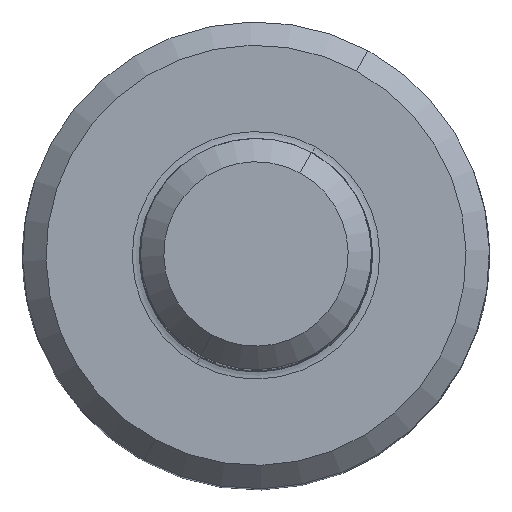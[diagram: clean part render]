
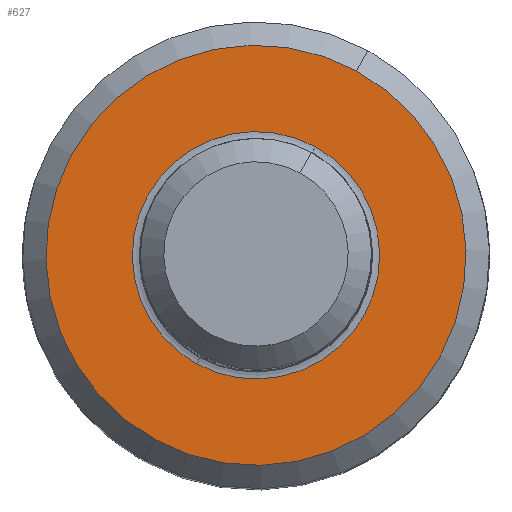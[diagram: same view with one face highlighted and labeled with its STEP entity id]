
A CAD part, top view. The second image highlights one B-rep face of the part: STEP entity #627.
In plain terms, the highlighted planar face has unit normal (0, 0, 1).
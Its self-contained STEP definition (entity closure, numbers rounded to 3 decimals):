
#313=CARTESIAN_POINT('Vertex',(4.315,7.898,0.)) ;
#316=CARTESIAN_POINT('Axis2P3D Location',(0.,0.,0.)) ;
#320=CARTESIAN_POINT('Vertex',(-4.315,-7.898,0.)) ;
#340=CARTESIAN_POINT('Axis2P3D Location',(0.,0.,0.)) ;
#357=CARTESIAN_POINT('Axis2P3D Location',(0.,0.,0.)) ;
#361=CARTESIAN_POINT('Vertex',(2.541,4.651,0.)) ;
#363=CARTESIAN_POINT('Vertex',(-2.541,-4.651,0.)) ;
#392=CARTESIAN_POINT('Axis2P3D Location',(0.,0.,0.)) ;
#614=CARTESIAN_POINT('Axis2P3D Location',(0.,9.,0.)) ;
#317=DIRECTION('Axis2P3D Direction',(0.,0.,-1.)) ;
#341=DIRECTION('Axis2P3D Direction',(0.,0.,-1.)) ;
#358=DIRECTION('Axis2P3D Direction',(0.,0.,-1.)) ;
#393=DIRECTION('Axis2P3D Direction',(0.,0.,-1.)) ;
#615=DIRECTION('Axis2P3D Direction',(0.,0.,-1.)) ;
#616=DIRECTION('Axis2P3D XDirection',(1.,0.,0.)) ;
#318=AXIS2_PLACEMENT_3D('Circle Axis2P3D',#316,#317,$) ;
#342=AXIS2_PLACEMENT_3D('Circle Axis2P3D',#340,#341,$) ;
#359=AXIS2_PLACEMENT_3D('Circle Axis2P3D',#357,#358,$) ;
#394=AXIS2_PLACEMENT_3D('Circle Axis2P3D',#392,#393,$) ;
#617=AXIS2_PLACEMENT_3D('Plane Axis2P3D',#614,#615,#616) ;
#620=ORIENTED_EDGE('',*,*,#322,.F.) ;
#621=ORIENTED_EDGE('',*,*,#344,.F.) ;
#624=ORIENTED_EDGE('',*,*,#396,.T.) ;
#625=ORIENTED_EDGE('',*,*,#365,.T.) ;
#626=FACE_BOUND('',#623,.T.) ;
#627=ADVANCED_FACE('PartBody',(#622,#626),#618,.F.) ;
#319=CIRCLE('generated circle',#318,9.) ;
#343=CIRCLE('generated circle',#342,9.) ;
#360=CIRCLE('generated circle',#359,5.3) ;
#395=CIRCLE('generated circle',#394,5.3) ;
#322=EDGE_CURVE('',#314,#321,#319,.T.) ;
#344=EDGE_CURVE('',#321,#314,#343,.T.) ;
#365=EDGE_CURVE('',#362,#364,#360,.T.) ;
#396=EDGE_CURVE('',#364,#362,#395,.T.) ;
#619=EDGE_LOOP('',(#620,#621)) ;
#623=EDGE_LOOP('',(#624,#625)) ;
#622=FACE_OUTER_BOUND('',#619,.T.) ;
#618=PLANE('',#617) ;
#314=VERTEX_POINT('',#313) ;
#321=VERTEX_POINT('',#320) ;
#362=VERTEX_POINT('',#361) ;
#364=VERTEX_POINT('',#363) ;
